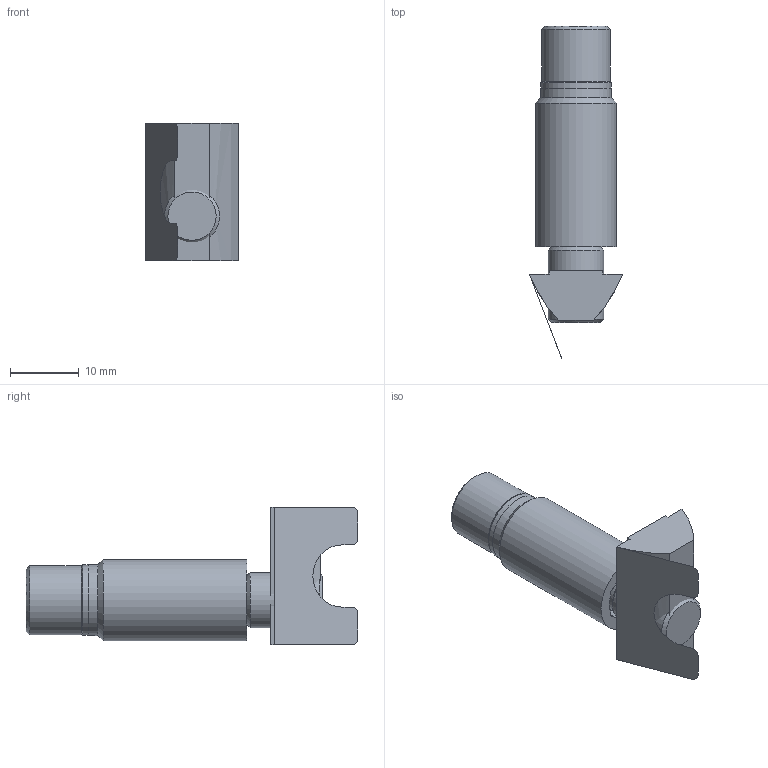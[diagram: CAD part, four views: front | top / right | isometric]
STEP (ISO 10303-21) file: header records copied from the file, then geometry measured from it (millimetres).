
FILE_DESCRIPTION(/* description */ (''),/* implementation_level */ '2;1');
FILE_NAME(/* name */ '340840.stp',/* time_stamp */ '2019-11-16T08:05:10+01:00',/* author */ ('Špaček'),/* organization */ ('Alutec K&K'),/* preprocessor_version */ 'ST-DEVELOPER v17',/* originating_system */ 'Autodesk Inventor 2018',/* authorisation */ '');
FILE_SCHEMA (('AUTOMOTIVE_DESIGN { 1 0 10303 214 3 1 1 }'));
Length unit declared in the file: millimetre
Products named in the file (4): 340840; 340840_body; 340840_screw; 211482
Assembly tree (3 placements, depth 2):
  340840
    340840_body
    340840_screw
    211482
Bounding box: 13.5 x 48.14 x 20 mm (x, y, z)
Volume: 4323.2 mm3; surface area: 4022.6 mm2
Topology: 3 solids, 4 shells, 62 faces, 174 edges, 119 vertices
Faces by surface type: plane 33, cylinder 21, cone 8
Full cylindrical faces by diameter (mm): 6.647 x1, 7 x1, 8 x1, 8.3 x1, 10 x1, 10.2 x1, 11.75 x1
Entity records: 2309 total; most frequent: DIRECTION 392, CARTESIAN_POINT 389, ORIENTED_EDGE 334, EDGE_CURVE 173, AXIS2_PLACEMENT_3D 153, VERTEX_POINT 119, LINE 86, VECTOR 86
